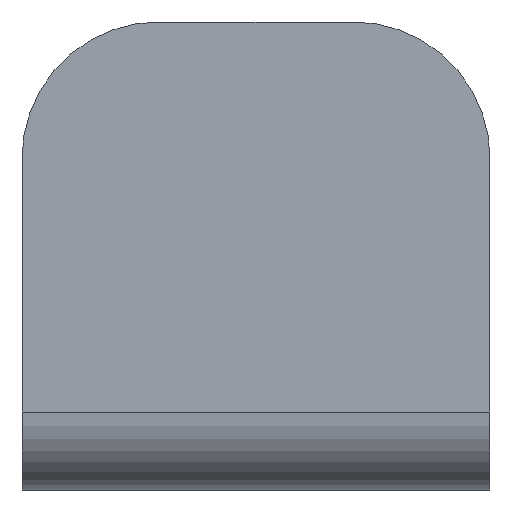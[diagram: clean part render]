
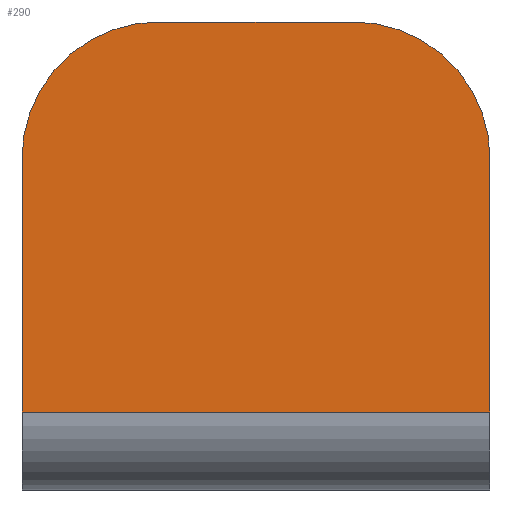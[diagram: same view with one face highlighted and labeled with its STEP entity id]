
A CAD part, front view. The second image highlights one B-rep face of the part: STEP entity #290.
In plain terms, the highlighted planar face has unit normal (0, -1, 0).
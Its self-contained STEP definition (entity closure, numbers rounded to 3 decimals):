
#15=PLANE('',#322);
#26=FACE_OUTER_BOUND('',#42,.T.);
#42=EDGE_LOOP('',(#203,#204,#205,#206,#207,#208));
#57=LINE('',#441,#87);
#59=LINE('',#447,#89);
#60=LINE('',#451,#90);
#61=LINE('',#454,#91);
#87=VECTOR('',#353,10.);
#89=VECTOR('',#359,10.);
#90=VECTOR('',#362,10.);
#91=VECTOR('',#365,10.);
#119=CIRCLE('',#323,3.5);
#120=CIRCLE('',#324,3.5);
#130=VERTEX_POINT('',#438);
#131=VERTEX_POINT('',#440);
#133=VERTEX_POINT('',#446);
#134=VERTEX_POINT('',#448);
#135=VERTEX_POINT('',#450);
#136=VERTEX_POINT('',#452);
#158=EDGE_CURVE('',#130,#131,#57,.T.);
#161=EDGE_CURVE('',#130,#133,#59,.T.);
#162=EDGE_CURVE('',#134,#133,#119,.T.);
#163=EDGE_CURVE('',#134,#135,#60,.T.);
#164=EDGE_CURVE('',#136,#135,#120,.T.);
#165=EDGE_CURVE('',#136,#131,#61,.T.);
#203=ORIENTED_EDGE('',*,*,#158,.F.);
#204=ORIENTED_EDGE('',*,*,#161,.T.);
#205=ORIENTED_EDGE('',*,*,#162,.F.);
#206=ORIENTED_EDGE('',*,*,#163,.T.);
#207=ORIENTED_EDGE('',*,*,#164,.F.);
#208=ORIENTED_EDGE('',*,*,#165,.T.);
#290=ADVANCED_FACE('',(#26),#15,.F.);
#322=AXIS2_PLACEMENT_3D('',#445,#357,#358);
#323=AXIS2_PLACEMENT_3D('',#449,#360,#361);
#324=AXIS2_PLACEMENT_3D('',#453,#363,#364);
#353=DIRECTION('',(-1.,0.,0.));
#357=DIRECTION('center_axis',(0.,1.,0.));
#358=DIRECTION('ref_axis',(1.,0.,0.));
#359=DIRECTION('',(0.,0.,1.));
#360=DIRECTION('center_axis',(0.,1.,0.));
#361=DIRECTION('ref_axis',(0.707,0.,0.707));
#362=DIRECTION('',(-1.,0.,0.));
#363=DIRECTION('center_axis',(0.,1.,0.));
#364=DIRECTION('ref_axis',(-0.707,0.,0.707));
#365=DIRECTION('',(0.,0.,-1.));
#438=CARTESIAN_POINT('',(12.,0.,2.));
#440=CARTESIAN_POINT('',(0.,0.,2.));
#441=CARTESIAN_POINT('',(9.,0.,2.));
#445=CARTESIAN_POINT('Origin',(6.,0.,6.));
#446=CARTESIAN_POINT('',(12.,0.,8.5));
#447=CARTESIAN_POINT('',(12.,0.,0.));
#448=CARTESIAN_POINT('',(8.5,0.,12.));
#449=CARTESIAN_POINT('Origin',(8.5,0.,8.5));
#450=CARTESIAN_POINT('',(3.5,0.,12.));
#451=CARTESIAN_POINT('',(12.,0.,12.));
#452=CARTESIAN_POINT('',(0.,0.,8.5));
#453=CARTESIAN_POINT('Origin',(3.5,0.,8.5));
#454=CARTESIAN_POINT('',(0.,0.,12.));
